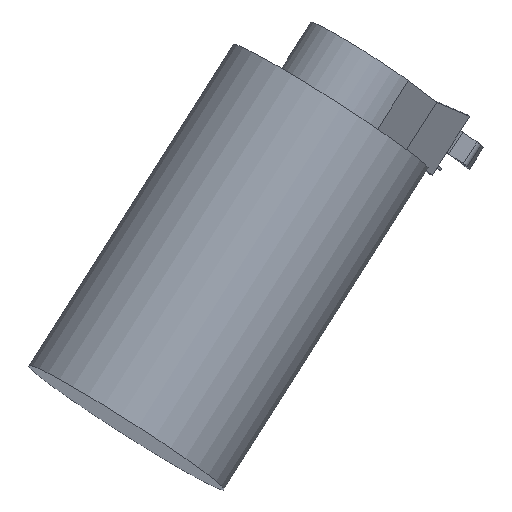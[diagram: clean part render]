
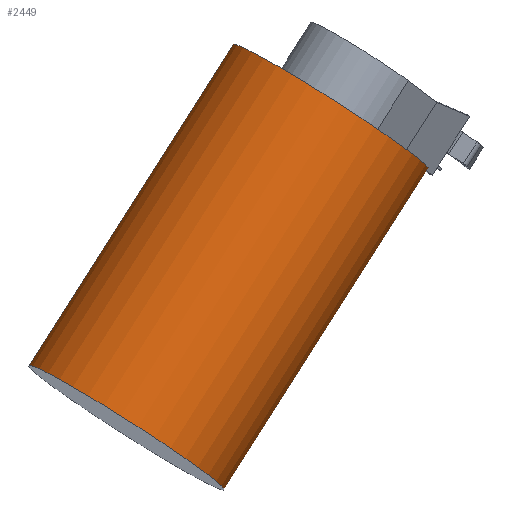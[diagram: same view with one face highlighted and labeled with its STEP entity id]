
A CAD part, isometric view. The second image highlights one B-rep face of the part: STEP entity #2449.
In plain terms, the highlighted cylindrical face has radius 8.5 mm (diameter 17 mm), a full revolution.
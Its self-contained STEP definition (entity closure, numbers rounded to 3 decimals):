
#2449 = ADVANCED_FACE('',(#2450),#2477,.T.);
#2450 = FACE_BOUND('',#2451,.T.);
#2451 = EDGE_LOOP('',(#2452,#2462,#2469,#2470));
#2452 = ORIENTED_EDGE('',*,*,#2453,.T.);
#2453 = EDGE_CURVE('',#2454,#2456,#2458,.T.);
#2454 = VERTEX_POINT('',#2455);
#2455 = CARTESIAN_POINT('',(8.5,0.,0.));
#2456 = VERTEX_POINT('',#2457);
#2457 = CARTESIAN_POINT('',(8.5,28.,0.));
#2458 = LINE('',#2459,#2460);
#2459 = CARTESIAN_POINT('',(8.5,0.,0.));
#2460 = VECTOR('',#2461,1.);
#2461 = DIRECTION('',(0.,1.,0.));
#2462 = ORIENTED_EDGE('',*,*,#2463,.T.);
#2463 = EDGE_CURVE('',#2456,#2456,#2464,.T.);
#2464 = CIRCLE('',#2465,8.5);
#2465 = AXIS2_PLACEMENT_3D('',#2466,#2467,#2468);
#2466 = CARTESIAN_POINT('',(0.,28.,0.));
#2467 = DIRECTION('',(0.,-1.,0.));
#2468 = DIRECTION('',(1.,0.,0.));
#2469 = ORIENTED_EDGE('',*,*,#2453,.F.);
#2470 = ORIENTED_EDGE('',*,*,#2471,.F.);
#2471 = EDGE_CURVE('',#2454,#2454,#2472,.T.);
#2472 = CIRCLE('',#2473,8.5);
#2473 = AXIS2_PLACEMENT_3D('',#2474,#2475,#2476);
#2474 = CARTESIAN_POINT('',(0.,0.,0.));
#2475 = DIRECTION('',(0.,-1.,0.));
#2476 = DIRECTION('',(1.,0.,0.));
#2477 = CYLINDRICAL_SURFACE('',#2478,8.5);
#2478 = AXIS2_PLACEMENT_3D('',#2479,#2480,#2481);
#2479 = CARTESIAN_POINT('',(0.,0.,0.));
#2480 = DIRECTION('',(0.,-1.,0.));
#2481 = DIRECTION('',(1.,0.,0.));
